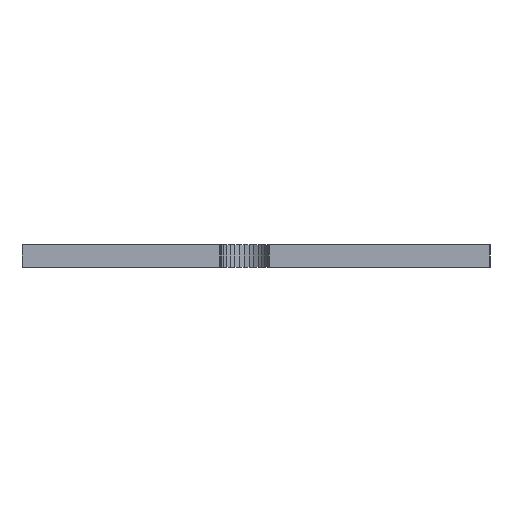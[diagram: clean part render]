
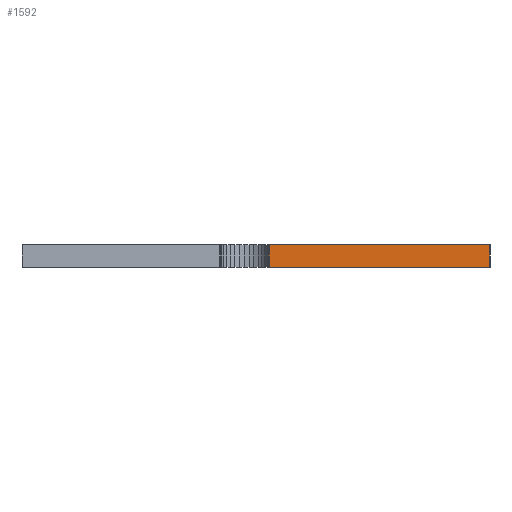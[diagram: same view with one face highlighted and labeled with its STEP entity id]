
A CAD part, left-side view. The second image highlights one B-rep face of the part: STEP entity #1592.
In plain terms, the highlighted planar face has unit normal (-1, 0, 0).
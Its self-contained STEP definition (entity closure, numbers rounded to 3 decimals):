
#83 = PLANE('',#84);
#84 = AXIS2_PLACEMENT_3D('',#85,#86,#87);
#85 = CARTESIAN_POINT('',(67.6,38.1,1.834));
#86 = DIRECTION('',(0.,0.,-1.));
#87 = DIRECTION('',(-1.,0.,0.));
#137 = PLANE('',#138);
#138 = AXIS2_PLACEMENT_3D('',#139,#140,#141);
#139 = CARTESIAN_POINT('',(67.6,38.1,0.));
#140 = DIRECTION('',(0.,0.,-1.));
#141 = DIRECTION('',(-1.,0.,0.));
#1484 = PLANE('',#1485);
#1485 = AXIS2_PLACEMENT_3D('',#1486,#1487,#1488);
#1486 = CARTESIAN_POINT('',(0.392,18.029,0.));
#1487 = DIRECTION('',(0.098,-0.995,0.));
#1488 = DIRECTION('',(-0.995,-0.098,0.));
#1522 = VERTEX_POINT('',#1523);
#1523 = CARTESIAN_POINT('',(0.,17.99,1.834));
#1544 = EDGE_CURVE('',#1545,#1522,#1547,.T.);
#1545 = VERTEX_POINT('',#1546);
#1546 = CARTESIAN_POINT('',(0.,17.99,0.));
#1547 = SURFACE_CURVE('',#1548,(#1552,#1559),.PCURVE_S1.);
#1548 = LINE('',#1549,#1550);
#1549 = CARTESIAN_POINT('',(0.,17.99,0.));
#1550 = VECTOR('',#1551,1.);
#1551 = DIRECTION('',(0.,0.,1.));
#1552 = PCURVE('',#1484,#1553);
#1553 = DEFINITIONAL_REPRESENTATION('',(#1554),#1558);
#1554 = LINE('',#1555,#1556);
#1555 = CARTESIAN_POINT('',(0.394,0.));
#1556 = VECTOR('',#1557,1.);
#1557 = DIRECTION('',(0.,-1.));
#1558 = ( GEOMETRIC_REPRESENTATION_CONTEXT(2) 
PARAMETRIC_REPRESENTATION_CONTEXT() REPRESENTATION_CONTEXT('2D SPACE',''
  ) );
#1559 = PCURVE('',#1560,#1565);
#1560 = PLANE('',#1561);
#1561 = AXIS2_PLACEMENT_3D('',#1562,#1563,#1564);
#1562 = CARTESIAN_POINT('',(0.,17.99,0.));
#1563 = DIRECTION('',(1.,0.,0.));
#1564 = DIRECTION('',(0.,-1.,0.));
#1565 = DEFINITIONAL_REPRESENTATION('',(#1566),#1570);
#1566 = LINE('',#1567,#1568);
#1567 = CARTESIAN_POINT('',(0.,0.));
#1568 = VECTOR('',#1569,1.);
#1569 = DIRECTION('',(0.,-1.));
#1570 = ( GEOMETRIC_REPRESENTATION_CONTEXT(2) 
PARAMETRIC_REPRESENTATION_CONTEXT() REPRESENTATION_CONTEXT('2D SPACE',''
  ) );
#1592 = ADVANCED_FACE('',(#1593),#1560,.F.);
#1593 = FACE_BOUND('',#1594,.F.);
#1594 = EDGE_LOOP('',(#1595,#1596,#1619,#1647));
#1595 = ORIENTED_EDGE('',*,*,#1544,.T.);
#1596 = ORIENTED_EDGE('',*,*,#1597,.T.);
#1597 = EDGE_CURVE('',#1522,#1598,#1600,.T.);
#1598 = VERTEX_POINT('',#1599);
#1599 = CARTESIAN_POINT('',(0.,0.,1.834));
#1600 = SURFACE_CURVE('',#1601,(#1605,#1612),.PCURVE_S1.);
#1601 = LINE('',#1602,#1603);
#1602 = CARTESIAN_POINT('',(0.,17.99,1.834));
#1603 = VECTOR('',#1604,1.);
#1604 = DIRECTION('',(0.,-1.,0.));
#1605 = PCURVE('',#1560,#1606);
#1606 = DEFINITIONAL_REPRESENTATION('',(#1607),#1611);
#1607 = LINE('',#1608,#1609);
#1608 = CARTESIAN_POINT('',(0.,-1.834));
#1609 = VECTOR('',#1610,1.);
#1610 = DIRECTION('',(1.,0.));
#1611 = ( GEOMETRIC_REPRESENTATION_CONTEXT(2) 
PARAMETRIC_REPRESENTATION_CONTEXT() REPRESENTATION_CONTEXT('2D SPACE',''
  ) );
#1612 = PCURVE('',#83,#1613);
#1613 = DEFINITIONAL_REPRESENTATION('',(#1614),#1618);
#1614 = LINE('',#1615,#1616);
#1615 = CARTESIAN_POINT('',(67.6,-20.11));
#1616 = VECTOR('',#1617,1.);
#1617 = DIRECTION('',(0.,-1.));
#1618 = ( GEOMETRIC_REPRESENTATION_CONTEXT(2) 
PARAMETRIC_REPRESENTATION_CONTEXT() REPRESENTATION_CONTEXT('2D SPACE',''
  ) );
#1619 = ORIENTED_EDGE('',*,*,#1620,.F.);
#1620 = EDGE_CURVE('',#1621,#1598,#1623,.T.);
#1621 = VERTEX_POINT('',#1622);
#1622 = CARTESIAN_POINT('',(0.,0.,0.));
#1623 = SURFACE_CURVE('',#1624,(#1628,#1635),.PCURVE_S1.);
#1624 = LINE('',#1625,#1626);
#1625 = CARTESIAN_POINT('',(0.,0.,0.));
#1626 = VECTOR('',#1627,1.);
#1627 = DIRECTION('',(0.,0.,1.));
#1628 = PCURVE('',#1560,#1629);
#1629 = DEFINITIONAL_REPRESENTATION('',(#1630),#1634);
#1630 = LINE('',#1631,#1632);
#1631 = CARTESIAN_POINT('',(17.99,0.));
#1632 = VECTOR('',#1633,1.);
#1633 = DIRECTION('',(0.,-1.));
#1634 = ( GEOMETRIC_REPRESENTATION_CONTEXT(2) 
PARAMETRIC_REPRESENTATION_CONTEXT() REPRESENTATION_CONTEXT('2D SPACE',''
  ) );
#1635 = PCURVE('',#1636,#1641);
#1636 = PLANE('',#1637);
#1637 = AXIS2_PLACEMENT_3D('',#1638,#1639,#1640);
#1638 = CARTESIAN_POINT('',(0.,0.,0.));
#1639 = DIRECTION('',(0.,1.,0.));
#1640 = DIRECTION('',(1.,0.,0.));
#1641 = DEFINITIONAL_REPRESENTATION('',(#1642),#1646);
#1642 = LINE('',#1643,#1644);
#1643 = CARTESIAN_POINT('',(0.,0.));
#1644 = VECTOR('',#1645,1.);
#1645 = DIRECTION('',(0.,-1.));
#1646 = ( GEOMETRIC_REPRESENTATION_CONTEXT(2) 
PARAMETRIC_REPRESENTATION_CONTEXT() REPRESENTATION_CONTEXT('2D SPACE',''
  ) );
#1647 = ORIENTED_EDGE('',*,*,#1648,.F.);
#1648 = EDGE_CURVE('',#1545,#1621,#1649,.T.);
#1649 = SURFACE_CURVE('',#1650,(#1654,#1661),.PCURVE_S1.);
#1650 = LINE('',#1651,#1652);
#1651 = CARTESIAN_POINT('',(0.,17.99,0.));
#1652 = VECTOR('',#1653,1.);
#1653 = DIRECTION('',(0.,-1.,0.));
#1654 = PCURVE('',#1560,#1655);
#1655 = DEFINITIONAL_REPRESENTATION('',(#1656),#1660);
#1656 = LINE('',#1657,#1658);
#1657 = CARTESIAN_POINT('',(0.,0.));
#1658 = VECTOR('',#1659,1.);
#1659 = DIRECTION('',(1.,0.));
#1660 = ( GEOMETRIC_REPRESENTATION_CONTEXT(2) 
PARAMETRIC_REPRESENTATION_CONTEXT() REPRESENTATION_CONTEXT('2D SPACE',''
  ) );
#1661 = PCURVE('',#137,#1662);
#1662 = DEFINITIONAL_REPRESENTATION('',(#1663),#1667);
#1663 = LINE('',#1664,#1665);
#1664 = CARTESIAN_POINT('',(67.6,-20.11));
#1665 = VECTOR('',#1666,1.);
#1666 = DIRECTION('',(0.,-1.));
#1667 = ( GEOMETRIC_REPRESENTATION_CONTEXT(2) 
PARAMETRIC_REPRESENTATION_CONTEXT() REPRESENTATION_CONTEXT('2D SPACE',''
  ) );
